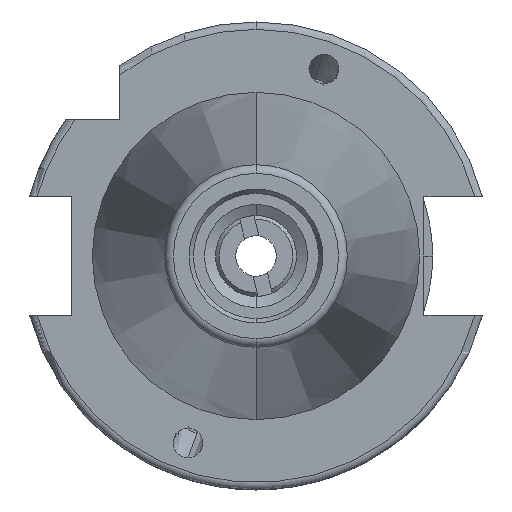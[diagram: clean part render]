
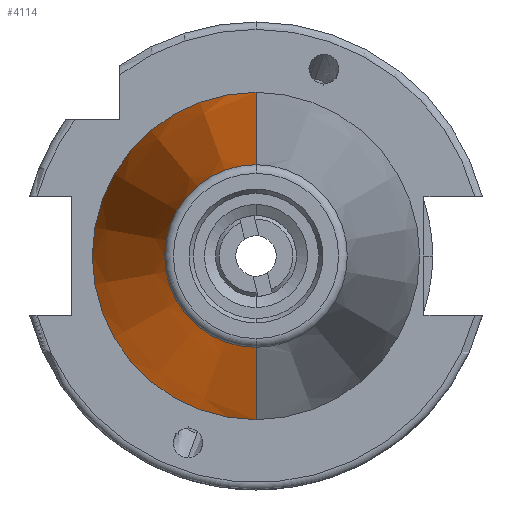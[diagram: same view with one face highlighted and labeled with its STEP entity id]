
A CAD part, left-side view. The second image highlights one B-rep face of the part: STEP entity #4114.
In plain terms, the highlighted conical face has half-angle 8.297 degrees and reference radius 22.225 mm.
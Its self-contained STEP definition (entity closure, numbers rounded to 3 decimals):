
#99 = CARTESIAN_POINT ( 'NONE',  ( -67.373, 0., 0. ) ) ;
#216 = LINE ( 'NONE', #6516, #5911 ) ;
#678 = DIRECTION ( 'NONE',  ( 0., -1., 0. ) ) ;
#927 = VECTOR ( 'NONE', #3489, 1000. ) ;
#1081 = ORIENTED_EDGE ( 'NONE', *, *, #6685, .F. ) ;
#1306 = AXIS2_PLACEMENT_3D ( 'NONE', #4752, #1502, #5320 ) ;
#1406 = CARTESIAN_POINT ( 'NONE',  ( 0., 0., 0. ) ) ;
#1410 = VERTEX_POINT ( 'NONE', #2000 ) ;
#1502 = DIRECTION ( 'NONE',  ( -1., 0., 0. ) ) ;
#1626 = DIRECTION ( 'NONE',  ( 0.99, -0.144, 0. ) ) ;
#1637 = AXIS2_PLACEMENT_3D ( 'NONE', #1406, #6357, #2513 ) ;
#1688 = VERTEX_POINT ( 'NONE', #1965 ) ;
#1965 = CARTESIAN_POINT ( 'NONE',  ( -67.373, -12.4, 0. ) ) ;
#2000 = CARTESIAN_POINT ( 'NONE',  ( 0., -22.225, 0. ) ) ;
#2474 = ORIENTED_EDGE ( 'NONE', *, *, #5379, .T. ) ;
#2513 = DIRECTION ( 'NONE',  ( 0., 1., 0. ) ) ;
#2935 = EDGE_CURVE ( 'NONE', #1688, #7132, #5559, .T. ) ;
#3037 = ORIENTED_EDGE ( 'NONE', *, *, #6863, .T. ) ;
#3489 = DIRECTION ( 'NONE',  ( 0.99, 0.144, 0. ) ) ;
#3654 = EDGE_LOOP ( 'NONE', ( #6426, #2474, #3037, #1081 ) ) ;
#3826 = LINE ( 'NONE', #6772, #927 ) ;
#3952 = DIRECTION ( 'NONE',  ( -1., 0., 0. ) ) ;
#4056 = VERTEX_POINT ( 'NONE', #5748 ) ;
#4071 = CIRCLE ( 'NONE', #1306, 22.225 ) ;
#4114 = ADVANCED_FACE ( 'NONE', ( #4589 ), #5386, .T. ) ;
#4589 = FACE_OUTER_BOUND ( 'NONE', #3654, .T. ) ;
#4752 = CARTESIAN_POINT ( 'NONE',  ( 0., 0., 0. ) ) ;
#4969 = CARTESIAN_POINT ( 'NONE',  ( -67.373, 12.4, 0. ) ) ;
#5320 = DIRECTION ( 'NONE',  ( 0., -1., 0. ) ) ;
#5379 = EDGE_CURVE ( 'NONE', #1688, #1410, #216, .T. ) ;
#5386 = CONICAL_SURFACE ( 'NONE', #1637, 22.225, 0.145 ) ;
#5559 = CIRCLE ( 'NONE', #5596, 12.4 ) ;
#5596 = AXIS2_PLACEMENT_3D ( 'NONE', #99, #3952, #678 ) ;
#5748 = CARTESIAN_POINT ( 'NONE',  ( 0., 22.225, 0. ) ) ;
#5911 = VECTOR ( 'NONE', #1626, 1000. ) ;
#6357 = DIRECTION ( 'NONE',  ( 1., 0., 0. ) ) ;
#6426 = ORIENTED_EDGE ( 'NONE', *, *, #2935, .F. ) ;
#6516 = CARTESIAN_POINT ( 'NONE',  ( 0., -22.225, 0. ) ) ;
#6685 = EDGE_CURVE ( 'NONE', #7132, #4056, #3826, .T. ) ;
#6772 = CARTESIAN_POINT ( 'NONE',  ( 0., 22.225, 0. ) ) ;
#6863 = EDGE_CURVE ( 'NONE', #1410, #4056, #4071, .T. ) ;
#7132 = VERTEX_POINT ( 'NONE', #4969 ) ;
